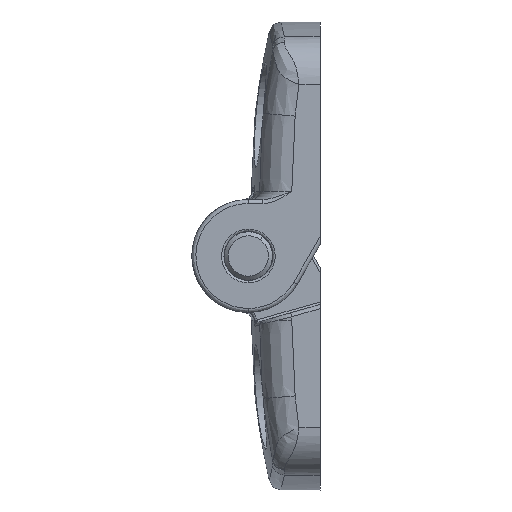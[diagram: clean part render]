
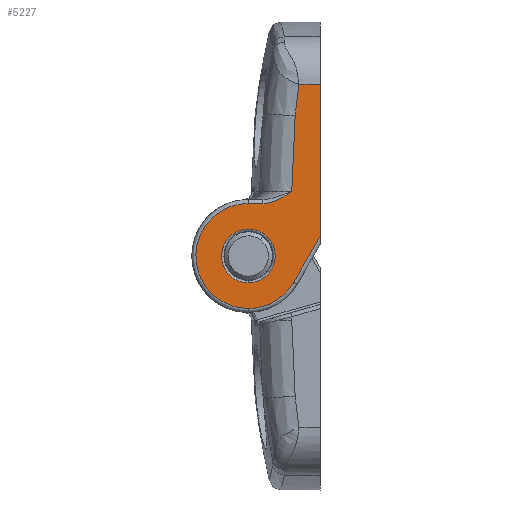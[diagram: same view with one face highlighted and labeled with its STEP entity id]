
A CAD part, left-side view. The second image highlights one B-rep face of the part: STEP entity #5227.
In plain terms, the highlighted face is planar.
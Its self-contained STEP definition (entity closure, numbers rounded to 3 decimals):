
#12 = EDGE_CURVE ( 'NONE', #3450, #3864, #2388, .T. ) ;
#296 = LINE ( 'NONE', #464, #312 ) ;
#312 = VECTOR ( 'NONE', #456, 1000. ) ;
#353 = EDGE_CURVE ( 'NONE', #3864, #4696, #4497, .T. ) ;
#456 = DIRECTION ( 'NONE',  ( 0., -1., 0. ) ) ;
#462 = CARTESIAN_POINT ( 'NONE',  ( 24., 0., -2.415 ) ) ;
#464 = CARTESIAN_POINT ( 'NONE',  ( 24., 8.5, -6.5 ) ) ;
#531 = DIRECTION ( 'NONE',  ( 0., 0., 1. ) ) ;
#568 = CARTESIAN_POINT ( 'NONE',  ( 24., 0., 1.134 ) ) ;
#602 = CARTESIAN_POINT ( 'NONE',  ( 24., 3.518, -8. ) ) ;
#606 = CARTESIAN_POINT ( 'NONE',  ( 24., 4.065, -7.642 ) ) ;
#617 = DIRECTION ( 'NONE',  ( 0., 0.5, 0.866 ) ) ;
#619 = CARTESIAN_POINT ( 'NONE',  ( 24., 4.611, -7.283 ) ) ;
#620 = CARTESIAN_POINT ( 'NONE',  ( 24., 5.345, -6.928 ) ) ;
#629 = CARTESIAN_POINT ( 'NONE',  ( 24., 5.494, -6.862 ) ) ;
#649 = VERTEX_POINT ( 'NONE', #3344 ) ;
#651 = CARTESIAN_POINT ( 'NONE',  ( 24., 5.8, -6.742 ) ) ;
#659 = CARTESIAN_POINT ( 'NONE',  ( 24., 5.957, -6.689 ) ) ;
#671 = CARTESIAN_POINT ( 'NONE',  ( 24., 6.433, -6.555 ) ) ;
#702 = CARTESIAN_POINT ( 'NONE',  ( 24., 8.5, -21.261 ) ) ;
#749 = DIRECTION ( 'NONE',  ( 0., -1., 0. ) ) ;
#767 = CARTESIAN_POINT ( 'NONE',  ( 24., 7.088, -6.5 ) ) ;
#864 = CARTESIAN_POINT ( 'NONE',  ( 24., 2.833, -19.965 ) ) ;
#885 = CARTESIAN_POINT ( 'NONE',  ( 24., 6.756, -6.5 ) ) ;
#920 = B_SPLINE_CURVE_WITH_KNOTS ( 'NONE', 3,
 ( #4945, #4666, #864, #4976 ),
 .UNSPECIFIED., .F., .F.,
 ( 4, 4 ),
 ( 0., 1. ),
 .UNSPECIFIED. ) ;
#1014 = ORIENTED_EDGE ( 'NONE', *, *, #2669, .F. ) ;
#1109 = CARTESIAN_POINT ( 'NONE',  ( 24., 8.9, -6.5 ) ) ;
#1201 = CARTESIAN_POINT ( 'NONE',  ( 24., 0., -21.261 ) ) ;
#1236 = CARTESIAN_POINT ( 'NONE',  ( 24., 8.9, -3.325 ) ) ;
#1286 = VERTEX_POINT ( 'NONE', #1777 ) ;
#1312 = CARTESIAN_POINT ( 'NONE',  ( 24., 8.9, -3.325 ) ) ;
#1621 = EDGE_CURVE ( 'NONE', #649, #3450, #5479, .T. ) ;
#1649 = EDGE_CURVE ( 'NONE', #4157, #2158, #920, .T. ) ;
#1777 = CARTESIAN_POINT ( 'NONE',  ( 24., 8.9, 3.325 ) ) ;
#1780 = VECTOR ( 'NONE', #531, 1000. ) ;
#1804 = CARTESIAN_POINT ( 'NONE',  ( 24., 7.088, -6.5 ) ) ;
#1829 = VECTOR ( 'NONE', #749, 1000. ) ;
#1833 = LINE ( 'NONE', #568, #1780 ) ;
#1861 = LINE ( 'NONE', #702, #1829 ) ;
#1972 = ORIENTED_EDGE ( 'NONE', *, *, #2592, .F. ) ;
#2158 = VERTEX_POINT ( 'NONE', #3819 ) ;
#2211 = EDGE_CURVE ( 'NONE', #5824, #1286, #4269, .T. ) ;
#2269 = EDGE_LOOP ( 'NONE', ( #4681, #5143, #5301, #4169, #3482, #1014, #1972, #4323, #3997 ) ) ;
#2376 = EDGE_CURVE ( 'NONE', #1286, #5824, #2886, .T. ) ;
#2388 =( BOUNDED_CURVE ( )  B_SPLINE_CURVE ( 3, ( #3709, #3661, #3665, #3639 ),
 .UNSPECIFIED., .F., .T. ) 
 B_SPLINE_CURVE_WITH_KNOTS ( ( 4, 4 ),
 ( 0., 1. ),
 .UNSPECIFIED. ) 
 CURVE ( )  GEOMETRIC_REPRESENTATION_ITEM ( )  RATIONAL_B_SPLINE_CURVE ( ( 1., 0.911, 0.911, 1. ) ) 
 REPRESENTATION_ITEM ( '' )  );
#2409 = EDGE_LOOP ( 'NONE', ( #6125, #5164 ) ) ;
#2592 = EDGE_CURVE ( 'NONE', #2158, #4645, #1861, .T. ) ;
#2669 = EDGE_CURVE ( 'NONE', #4645, #649, #1833, .T. ) ;
#2861 = CARTESIAN_POINT ( 'NONE',  ( 24., 8.9, 6.5 ) ) ;
#2886 =( BOUNDED_CURVE ( )  B_SPLINE_CURVE ( 3, ( #3599, #4846, #3355, #3362 ),
 .UNSPECIFIED., .F., .F. ) 
 B_SPLINE_CURVE_WITH_KNOTS ( ( 4, 4 ),
 ( 0., 1. ),
 .UNSPECIFIED. ) 
 CURVE ( )  GEOMETRIC_REPRESENTATION_ITEM ( )  RATIONAL_B_SPLINE_CURVE ( ( 1., 0.333, 0.333, 1. ) ) 
 REPRESENTATION_ITEM ( '' )  );
#3344 = CARTESIAN_POINT ( 'NONE',  ( 24., 0., -2.415 ) ) ;
#3355 = CARTESIAN_POINT ( 'NONE',  ( 24., 2.25, -3.325 ) ) ;
#3362 = CARTESIAN_POINT ( 'NONE',  ( 24., 8.9, -3.325 ) ) ;
#3379 = CARTESIAN_POINT ( 'NONE',  ( 24., 15.55, 3.325 ) ) ;
#3380 = CARTESIAN_POINT ( 'NONE',  ( 24., 8.9, 3.325 ) ) ;
#3388 = CARTESIAN_POINT ( 'NONE',  ( 24., 3.101, -17.338 ) ) ;
#3404 = CARTESIAN_POINT ( 'NONE',  ( 24., 3.36, -14.231 ) ) ;
#3426 = CARTESIAN_POINT ( 'NONE',  ( 24., 3.499, -11.118 ) ) ;
#3450 = VERTEX_POINT ( 'NONE', #5580 ) ;
#3470 = CARTESIAN_POINT ( 'NONE',  ( 24., 3.518, -8. ) ) ;
#3482 = ORIENTED_EDGE ( 'NONE', *, *, #1621, .F. ) ;
#3530 = CARTESIAN_POINT ( 'NONE',  ( 24., 8.9, -6.5 ) ) ;
#3536 = CARTESIAN_POINT ( 'NONE',  ( 24., 21.9, -6.5 ) ) ;
#3568 = CARTESIAN_POINT ( 'NONE',  ( 24., 3.518, -8. ) ) ;
#3577 = B_SPLINE_CURVE_WITH_KNOTS ( 'NONE', 3,
 ( #767, #885, #671, #659, #651, #629, #620, #619, #606, #602 ),
 .UNSPECIFIED., .F., .F.,
 ( 4, 2, 2, 2, 4 ),
 ( 0., 0.25, 0.375, 0.5, 1. ),
 .UNSPECIFIED. ) ;
#3599 = CARTESIAN_POINT ( 'NONE',  ( 24., 8.9, 3.325 ) ) ;
#3628 = CARTESIAN_POINT ( 'NONE',  ( 24., 21.9, 6.5 ) ) ;
#3639 = CARTESIAN_POINT ( 'NONE',  ( 24., 8.9, 6.5 ) ) ;
#3649 = CARTESIAN_POINT ( 'NONE',  ( 24., 8.9, 6.5 ) ) ;
#3661 = CARTESIAN_POINT ( 'NONE',  ( 24., 4.46, 5.31 ) ) ;
#3665 = CARTESIAN_POINT ( 'NONE',  ( 24., 6.521, 6.5 ) ) ;
#3709 = CARTESIAN_POINT ( 'NONE',  ( 24., 3.271, 3.25 ) ) ;
#3819 = CARTESIAN_POINT ( 'NONE',  ( 24., 2.63, -21.261 ) ) ;
#3855 = CARTESIAN_POINT ( 'NONE',  ( 24., 15.55, -3.325 ) ) ;
#3864 = VERTEX_POINT ( 'NONE', #2861 ) ;
#3982 = EDGE_CURVE ( 'NONE', #5706, #4410, #3577, .T. ) ;
#3997 = ORIENTED_EDGE ( 'NONE', *, *, #4424, .F. ) ;
#4157 = VERTEX_POINT ( 'NONE', #5588 ) ;
#4169 = ORIENTED_EDGE ( 'NONE', *, *, #12, .F. ) ;
#4184 = EDGE_CURVE ( 'NONE', #4696, #5706, #296, .T. ) ;
#4269 =( BOUNDED_CURVE ( )  B_SPLINE_CURVE ( 3, ( #1312, #3855, #3379, #3380 ),
 .UNSPECIFIED., .F., .T. ) 
 B_SPLINE_CURVE_WITH_KNOTS ( ( 4, 4 ),
 ( 0., 1. ),
 .UNSPECIFIED. ) 
 CURVE ( )  GEOMETRIC_REPRESENTATION_ITEM ( )  RATIONAL_B_SPLINE_CURVE ( ( 1., 0.333, 0.333, 1. ) ) 
 REPRESENTATION_ITEM ( '' )  );
#4323 = ORIENTED_EDGE ( 'NONE', *, *, #1649, .F. ) ;
#4387 = FACE_OUTER_BOUND ( 'NONE', #2269, .T. ) ;
#4410 = VERTEX_POINT ( 'NONE', #3470 ) ;
#4424 = EDGE_CURVE ( 'NONE', #4410, #4157, #5839, .T. ) ;
#4497 =( BOUNDED_CURVE ( )  B_SPLINE_CURVE ( 3, ( #3649, #3628, #3536, #3530 ),
 .UNSPECIFIED., .F., .F. ) 
 B_SPLINE_CURVE_WITH_KNOTS ( ( 4, 4 ),
 ( 0., 1. ),
 .UNSPECIFIED. ) 
 CURVE ( )  GEOMETRIC_REPRESENTATION_ITEM ( )  RATIONAL_B_SPLINE_CURVE ( ( 1., 0.333, 0.333, 1. ) ) 
 REPRESENTATION_ITEM ( '' )  );
#4645 = VERTEX_POINT ( 'NONE', #1201 ) ;
#4666 = CARTESIAN_POINT ( 'NONE',  ( 24., 2.99, -18.658 ) ) ;
#4681 = ORIENTED_EDGE ( 'NONE', *, *, #3982, .F. ) ;
#4696 = VERTEX_POINT ( 'NONE', #1109 ) ;
#4846 = CARTESIAN_POINT ( 'NONE',  ( 24., 2.25, 3.325 ) ) ;
#4866 = FACE_BOUND ( 'NONE', #2409, .T. ) ;
#4945 = CARTESIAN_POINT ( 'NONE',  ( 24., 3.101, -17.338 ) ) ;
#4976 = CARTESIAN_POINT ( 'NONE',  ( 24., 2.63, -21.261 ) ) ;
#5143 = ORIENTED_EDGE ( 'NONE', *, *, #4184, .F. ) ;
#5164 = ORIENTED_EDGE ( 'NONE', *, *, #2211, .F. ) ;
#5227 = ADVANCED_FACE ( 'NONE', ( #4387, #4866 ), #5292, .F. ) ;
#5261 = DIRECTION ( 'NONE',  ( 0., 0., 1. ) ) ;
#5264 = DIRECTION ( 'NONE',  ( -1., 0., 0. ) ) ;
#5268 = CARTESIAN_POINT ( 'NONE',  ( 24., 8.5, 10. ) ) ;
#5292 = PLANE ( 'NONE',  #5989 ) ;
#5301 = ORIENTED_EDGE ( 'NONE', *, *, #353, .F. ) ;
#5479 = LINE ( 'NONE', #462, #5715 ) ;
#5580 = CARTESIAN_POINT ( 'NONE',  ( 24., 3.271, 3.25 ) ) ;
#5588 = CARTESIAN_POINT ( 'NONE',  ( 24., 3.101, -17.338 ) ) ;
#5706 = VERTEX_POINT ( 'NONE', #1804 ) ;
#5715 = VECTOR ( 'NONE', #617, 1000. ) ;
#5824 = VERTEX_POINT ( 'NONE', #1236 ) ;
#5839 = B_SPLINE_CURVE_WITH_KNOTS ( 'NONE', 3,
 ( #3568, #3426, #3404, #3388 ),
 .UNSPECIFIED., .F., .F.,
 ( 4, 4 ),
 ( 0., 1. ),
 .UNSPECIFIED. ) ;
#5989 = AXIS2_PLACEMENT_3D ( 'NONE', #5268, #5264, #5261 ) ;
#6125 = ORIENTED_EDGE ( 'NONE', *, *, #2376, .F. ) ;
